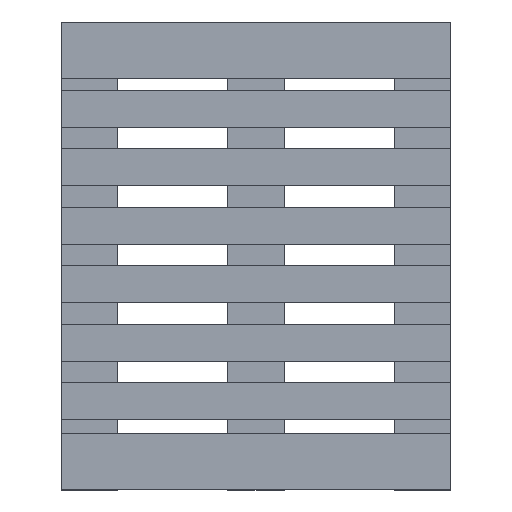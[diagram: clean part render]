
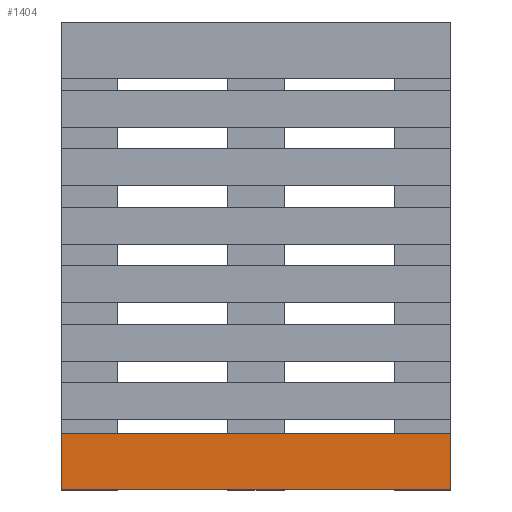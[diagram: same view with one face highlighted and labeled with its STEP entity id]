
A CAD part, top view. The second image highlights one B-rep face of the part: STEP entity #1404.
In plain terms, the highlighted planar face has unit normal (0, 0, 1).
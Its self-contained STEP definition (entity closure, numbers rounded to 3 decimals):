
#3 = CARTESIAN_POINT ( 'NONE',  ( -500., -455., 127.5 ) ) ;
#46 = LINE ( 'NONE', #3070, #2871 ) ;
#87 = EDGE_CURVE ( 'NONE', #719, #1776, #46, .T. ) ;
#133 = LINE ( 'NONE', #2317, #2927 ) ;
#137 = VECTOR ( 'NONE', #2370, 1000. ) ;
#149 = LINE ( 'NONE', #1272, #137 ) ;
#554 = VECTOR ( 'NONE', #1913, 1000. ) ;
#719 = VERTEX_POINT ( 'NONE', #1067 ) ;
#740 = PLANE ( 'NONE',  #3388 ) ;
#768 = EDGE_CURVE ( 'NONE', #1357, #719, #1300, .T. ) ;
#875 = CARTESIAN_POINT ( 'NONE',  ( 500., -455., 127.5 ) ) ;
#924 = ORIENTED_EDGE ( 'NONE', *, *, #1423, .T. ) ;
#940 = ORIENTED_EDGE ( 'NONE', *, *, #768, .T. ) ;
#1067 = CARTESIAN_POINT ( 'NONE',  ( -500., -600., 127.5 ) ) ;
#1194 = ORIENTED_EDGE ( 'NONE', *, *, #87, .T. ) ;
#1272 = CARTESIAN_POINT ( 'NONE',  ( 500., -600., 127.5 ) ) ;
#1300 = LINE ( 'NONE', #3, #554 ) ;
#1357 = VERTEX_POINT ( 'NONE', #2347 ) ;
#1404 = ADVANCED_FACE ( 'NONE', ( #1509 ), #740, .T. ) ;
#1423 = EDGE_CURVE ( 'NONE', #1776, #3342, #149, .T. ) ;
#1509 = FACE_OUTER_BOUND ( 'NONE', #2450, .T. ) ;
#1527 = DIRECTION ( 'NONE',  ( -1., 0., 0. ) ) ;
#1541 = DIRECTION ( 'NONE',  ( 0., 1., 0. ) ) ;
#1570 = ORIENTED_EDGE ( 'NONE', *, *, #2574, .T. ) ;
#1776 = VERTEX_POINT ( 'NONE', #3161 ) ;
#1913 = DIRECTION ( 'NONE',  ( 0., -1., 0. ) ) ;
#2214 = DIRECTION ( 'NONE',  ( 1., 0., 0. ) ) ;
#2317 = CARTESIAN_POINT ( 'NONE',  ( 500., -455., 127.5 ) ) ;
#2347 = CARTESIAN_POINT ( 'NONE',  ( -500., -455., 127.5 ) ) ;
#2370 = DIRECTION ( 'NONE',  ( 0., 1., 0. ) ) ;
#2450 = EDGE_LOOP ( 'NONE', ( #940, #1194, #924, #1570 ) ) ;
#2574 = EDGE_CURVE ( 'NONE', #3342, #1357, #133, .T. ) ;
#2634 = DIRECTION ( 'NONE',  ( 0., 0., 1. ) ) ;
#2871 = VECTOR ( 'NONE', #2214, 1000. ) ;
#2927 = VECTOR ( 'NONE', #1527, 1000. ) ;
#3070 = CARTESIAN_POINT ( 'NONE',  ( -500., -600., 127.5 ) ) ;
#3161 = CARTESIAN_POINT ( 'NONE',  ( 500., -600., 127.5 ) ) ;
#3342 = VERTEX_POINT ( 'NONE', #875 ) ;
#3388 = AXIS2_PLACEMENT_3D ( 'NONE', #3452, #2634, #1541 ) ;
#3452 = CARTESIAN_POINT ( 'NONE',  ( 0., -527.5, 127.5 ) ) ;
